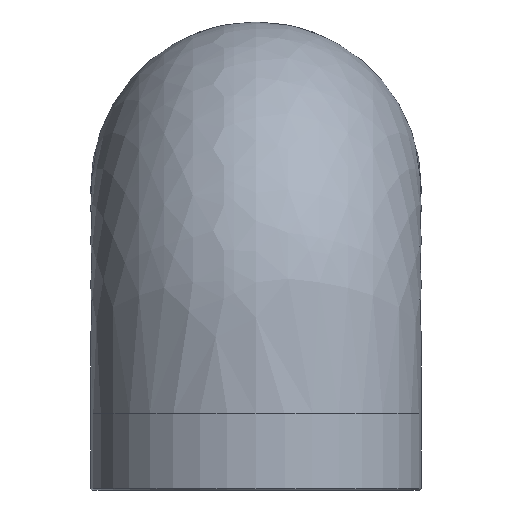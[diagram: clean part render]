
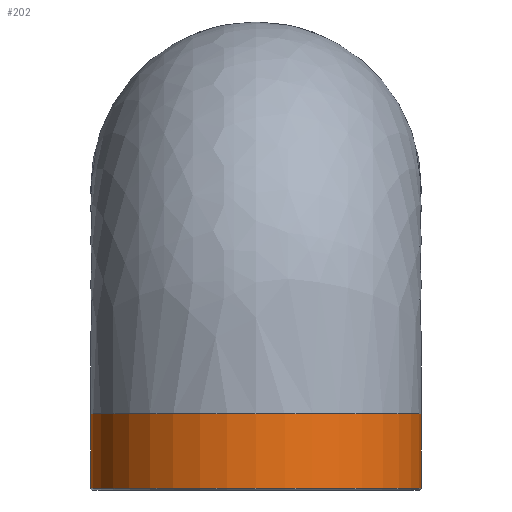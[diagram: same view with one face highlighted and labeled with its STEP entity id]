
A CAD part, front view. The second image highlights one B-rep face of the part: STEP entity #202.
In plain terms, the highlighted cylindrical face has radius 54 mm (diameter 108 mm), a full revolution.
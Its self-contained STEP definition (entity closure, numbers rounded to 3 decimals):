
#25=CYLINDRICAL_SURFACE($,#220,54.);
#30=FACE_BOUND($,#55,.T.);
#44=FACE_OUTER_BOUND($,#54,.T.);
#54=EDGE_LOOP($,(#149,#150,#151));
#55=EDGE_LOOP($,(#152));
#75=CIRCLE($,#218,54.);
#77=CIRCLE($,#221,54.);
#78=CIRCLE($,#222,54.);
#79=CIRCLE($,#223,54.);
#98=VERTEX_POINT($,#322);
#100=VERTEX_POINT($,#327);
#101=VERTEX_POINT($,#328);
#102=VERTEX_POINT($,#330);
#121=EDGE_CURVE($,#98,#98,#75,.T.);
#123=EDGE_CURVE($,#100,#101,#77,.T.);
#124=EDGE_CURVE($,#102,#100,#78,.T.);
#125=EDGE_CURVE($,#101,#102,#79,.T.);
#149=ORIENTED_EDGE($,*,*,#123,.F.);
#150=ORIENTED_EDGE($,*,*,#124,.F.);
#151=ORIENTED_EDGE($,*,*,#125,.F.);
#152=ORIENTED_EDGE($,*,*,#121,.F.);
#202=ADVANCED_FACE($,(#44,#30),#25,.T.);
#218=AXIS2_PLACEMENT_3D($,#323,#254,#255);
#220=AXIS2_PLACEMENT_3D($,#326,#258,#259);
#221=AXIS2_PLACEMENT_3D($,#329,#260,#261);
#222=AXIS2_PLACEMENT_3D($,#331,#262,#263);
#223=AXIS2_PLACEMENT_3D($,#332,#264,#265);
#254=DIRECTION('center_axis',(0.,0.,-1.));
#255=DIRECTION('ref_axis',(-1.,0.,0.));
#258=DIRECTION('center_axis',(0.,0.,1.));
#259=DIRECTION('ref_axis',(-1.,0.,0.));
#260=DIRECTION('center_axis',(0.,0.,1.));
#261=DIRECTION('ref_axis',(-1.,0.,0.));
#262=DIRECTION('center_axis',(0.,0.,1.));
#263=DIRECTION('ref_axis',(-1.,0.,0.));
#264=DIRECTION('center_axis',(0.,0.,1.));
#265=DIRECTION('ref_axis',(-1.,0.,0.));
#322=CARTESIAN_POINT('',(54.,0.,0.5));
#323=CARTESIAN_POINT('Origin',(0.,0.,0.5));
#326=CARTESIAN_POINT('Origin',(0.,0.,0.));
#327=CARTESIAN_POINT('',(54.,0.,25.));
#328=CARTESIAN_POINT('',(-54.,0.,25.));
#329=CARTESIAN_POINT('Origin',(0.,0.,25.));
#330=CARTESIAN_POINT('',(0.,-54.,25.));
#331=CARTESIAN_POINT('Origin',(0.,0.,25.));
#332=CARTESIAN_POINT('Origin',(0.,0.,25.));
